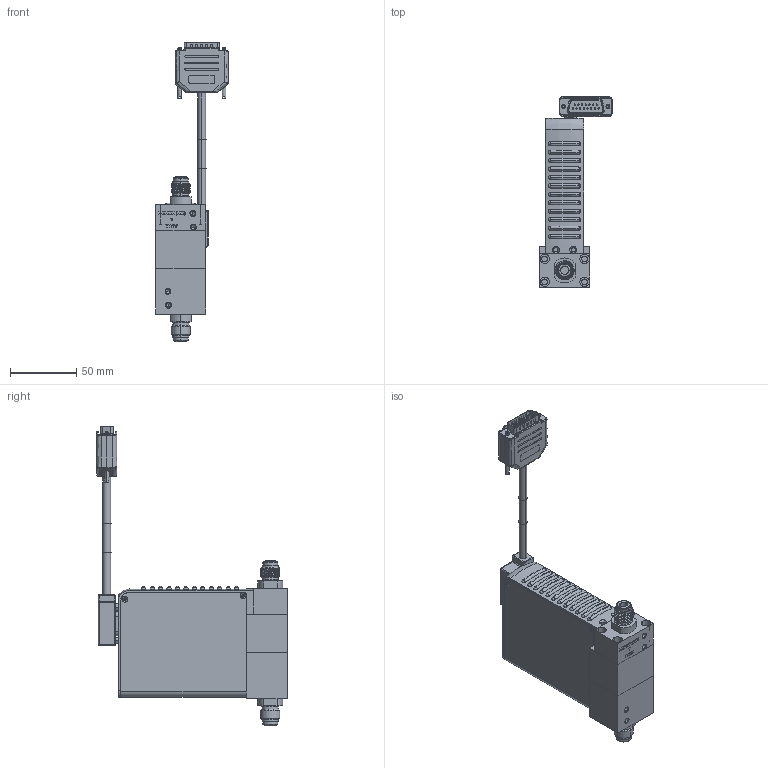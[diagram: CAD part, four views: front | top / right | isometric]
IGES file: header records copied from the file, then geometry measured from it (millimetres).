
Start section: SolidWorks IGES file using analytic representation for surfaces
Global section: file name: GF100-GF120-GF125-VX-KX1.IGS; native system: SolidWorks 2019; preprocessor: SolidWorks 2019; author: CFehr; date: 200403.161723; units: inch
Bounding box: 54.7 x 143.25 x 225.36 mm (x, y, z)
Volume: 151976.4 mm3; surface area: 96674.5 mm2
Topology: 36 solids, 36 shells, 2177 faces, 5630 edges, 3614 vertices
Faces by surface type: plane 1156, revolution 884, bspline 137
